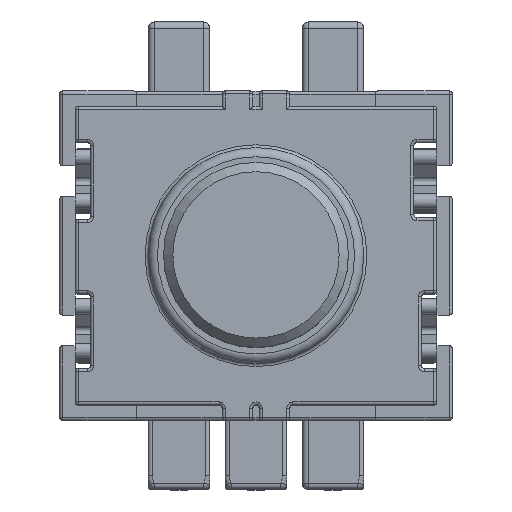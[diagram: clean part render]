
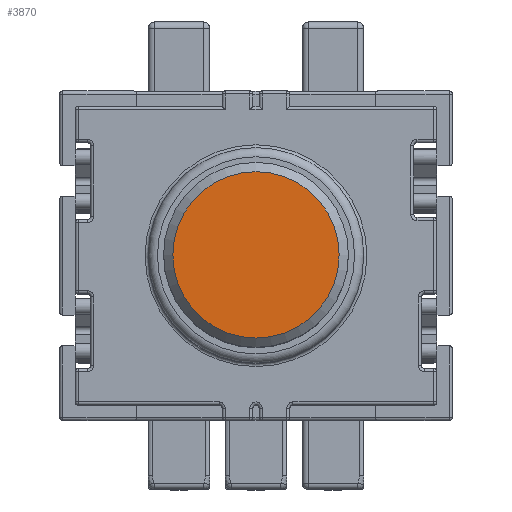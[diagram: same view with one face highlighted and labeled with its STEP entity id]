
A CAD part, top view. The second image highlights one B-rep face of the part: STEP entity #3870.
In plain terms, the highlighted planar face has unit normal (0, 0, 1).
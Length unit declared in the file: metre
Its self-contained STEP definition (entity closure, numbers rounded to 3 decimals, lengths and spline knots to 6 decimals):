
#3226 = EDGE_CURVE( '', #8073, #8073, #8074, .T. );
#3870 = ADVANCED_FACE( '', ( #8968 ), #8969, .T. );
#8073 = VERTEX_POINT( '', #14765 );
#8074 = CIRCLE( '', #14766, 0.0027 );
#8968 = FACE_OUTER_BOUND( '', #16346, .T. );
#8969 = PLANE( '', #16347 );
#14765 = CARTESIAN_POINT( '', ( -0.0027, -0.000238, 0.021161 ) );
#14766 = AXIS2_PLACEMENT_3D( '', #23620, #23621, #23622 );
#16346 = EDGE_LOOP( '', ( #24783 ) );
#16347 = AXIS2_PLACEMENT_3D( '', #24784, #24785, #24786 );
#23620 = CARTESIAN_POINT( '', ( 0., -0.000238, 0.021161 ) );
#23621 = DIRECTION( '', ( 0., 0., 1. ) );
#23622 = DIRECTION( '', ( -1., 0., 0. ) );
#24783 = ORIENTED_EDGE( '', *, *, #3226, .T. );
#24784 = CARTESIAN_POINT( '', ( 0., -0.000238, 0.021161 ) );
#24785 = DIRECTION( '', ( 0., 0., 1. ) );
#24786 = DIRECTION( '', ( 1., 0., 0. ) );
